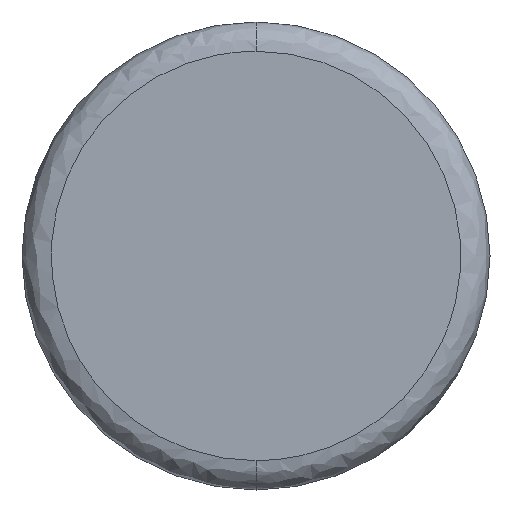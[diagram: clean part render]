
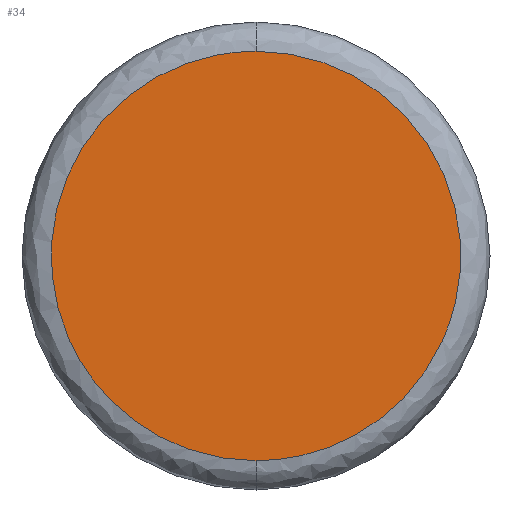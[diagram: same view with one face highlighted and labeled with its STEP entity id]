
A CAD part, front view. The second image highlights one B-rep face of the part: STEP entity #34.
In plain terms, the highlighted planar face has unit normal (0, -1, 0).
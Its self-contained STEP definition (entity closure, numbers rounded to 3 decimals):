
#2 = CARTESIAN_POINT ( 'NONE',  ( 0., 0., 3.5 ) ) ;
#34 = ADVANCED_FACE ( 'NONE', ( #199 ), #305, .F. ) ;
#42 = AXIS2_PLACEMENT_3D ( 'NONE', #548, #663, #141 ) ;
#70 = ORIENTED_EDGE ( 'NONE', *, *, #666, .F. ) ;
#96 = CARTESIAN_POINT ( 'NONE',  ( 0., 0., -3.5 ) ) ;
#133 = CARTESIAN_POINT ( 'NONE',  ( 3.189, 0., -1.441 ) ) ;
#141 = DIRECTION ( 'NONE',  ( 0., 0., 1. ) ) ;
#164 = CARTESIAN_POINT ( 'NONE',  ( -3.189, 0., -1.441 ) ) ;
#176 = ORIENTED_EDGE ( 'NONE', *, *, #235, .F. ) ;
#178 = CARTESIAN_POINT ( 'NONE',  ( 0., 0., -3.5 ) ) ;
#181 = EDGE_CURVE ( 'NONE', #684, #507, #676, .T. ) ;
#199 = FACE_OUTER_BOUND ( 'NONE', #440, .T. ) ;
#203 = CARTESIAN_POINT ( 'NONE',  ( 2.821, 0., 3.5 ) ) ;
#235 = EDGE_CURVE ( 'NONE', #507, #723, #239, .T. ) ;
#239 =( BOUNDED_CURVE ( )  B_SPLINE_CURVE ( 3, ( #436, #448, #380, #661 ),
 .UNSPECIFIED., .F., .F. ) 
 B_SPLINE_CURVE_WITH_KNOTS ( ( 4, 4 ),
 ( 0., 1. ),
 .UNSPECIFIED. ) 
 CURVE ( )  GEOMETRIC_REPRESENTATION_ITEM ( )  RATIONAL_B_SPLINE_CURVE ( ( 1., 0.695, 0.695, 1. ) ) 
 REPRESENTATION_ITEM ( '' )  );
#268 = EDGE_CURVE ( 'NONE', #723, #299, #685, .T. ) ;
#284 = CARTESIAN_POINT ( 'NONE',  ( 0., 0., -3.5 ) ) ;
#299 = VERTEX_POINT ( 'NONE', #133 ) ;
#305 = PLANE ( 'NONE',  #42 ) ;
#310 = CARTESIAN_POINT ( 'NONE',  ( 4.351, 0., 1.13 ) ) ;
#380 = CARTESIAN_POINT ( 'NONE',  ( -2.821, 0., 3.5 ) ) ;
#385 = ORIENTED_EDGE ( 'NONE', *, *, #268, .F. ) ;
#419 = CARTESIAN_POINT ( 'NONE',  ( 3.189, 0., -1.441 ) ) ;
#435 = CARTESIAN_POINT ( 'NONE',  ( -3.189, 0., -1.441 ) ) ;
#436 = CARTESIAN_POINT ( 'NONE',  ( -3.189, 0., -1.441 ) ) ;
#440 = EDGE_LOOP ( 'NONE', ( #385, #176, #679, #70 ) ) ;
#448 = CARTESIAN_POINT ( 'NONE',  ( -4.351, 0., 1.13 ) ) ;
#472 =( BOUNDED_CURVE ( )  B_SPLINE_CURVE ( 3, ( #419, #697, #707, #178 ),
 .UNSPECIFIED., .F., .F. ) 
 B_SPLINE_CURVE_WITH_KNOTS ( ( 4, 4 ),
 ( 0., 1. ),
 .UNSPECIFIED. ) 
 CURVE ( )  GEOMETRIC_REPRESENTATION_ITEM ( )  RATIONAL_B_SPLINE_CURVE ( ( 1., 0.893, 0.893, 1. ) ) 
 REPRESENTATION_ITEM ( '' )  );
#507 = VERTEX_POINT ( 'NONE', #435 ) ;
#548 = CARTESIAN_POINT ( 'NONE',  ( 0., 0., 0. ) ) ;
#553 = CARTESIAN_POINT ( 'NONE',  ( 3.189, 0., -1.441 ) ) ;
#573 = CARTESIAN_POINT ( 'NONE',  ( -1.416, 0., -3.5 ) ) ;
#661 = CARTESIAN_POINT ( 'NONE',  ( 0., 0., 3.5 ) ) ;
#663 = DIRECTION ( 'NONE',  ( 0., 1., 0. ) ) ;
#666 = EDGE_CURVE ( 'NONE', #299, #684, #472, .T. ) ;
#676 =( BOUNDED_CURVE ( )  B_SPLINE_CURVE ( 3, ( #96, #573, #747, #164 ),
 .UNSPECIFIED., .F., .F. ) 
 B_SPLINE_CURVE_WITH_KNOTS ( ( 4, 4 ),
 ( 0., 1. ),
 .UNSPECIFIED. ) 
 CURVE ( )  GEOMETRIC_REPRESENTATION_ITEM ( )  RATIONAL_B_SPLINE_CURVE ( ( 1., 0.893, 0.893, 1. ) ) 
 REPRESENTATION_ITEM ( '' )  );
#679 = ORIENTED_EDGE ( 'NONE', *, *, #181, .F. ) ;
#684 = VERTEX_POINT ( 'NONE', #284 ) ;
#685 =( BOUNDED_CURVE ( )  B_SPLINE_CURVE ( 3, ( #714, #203, #310, #553 ),
 .UNSPECIFIED., .F., .T. ) 
 B_SPLINE_CURVE_WITH_KNOTS ( ( 4, 4 ),
 ( 0., 1. ),
 .UNSPECIFIED. ) 
 CURVE ( )  GEOMETRIC_REPRESENTATION_ITEM ( )  RATIONAL_B_SPLINE_CURVE ( ( 1., 0.695, 0.695, 1. ) ) 
 REPRESENTATION_ITEM ( '' )  );
#697 = CARTESIAN_POINT ( 'NONE',  ( 2.606, 0., -2.732 ) ) ;
#707 = CARTESIAN_POINT ( 'NONE',  ( 1.416, 0., -3.5 ) ) ;
#714 = CARTESIAN_POINT ( 'NONE',  ( 0., 0., 3.5 ) ) ;
#723 = VERTEX_POINT ( 'NONE', #2 ) ;
#747 = CARTESIAN_POINT ( 'NONE',  ( -2.606, 0., -2.732 ) ) ;
